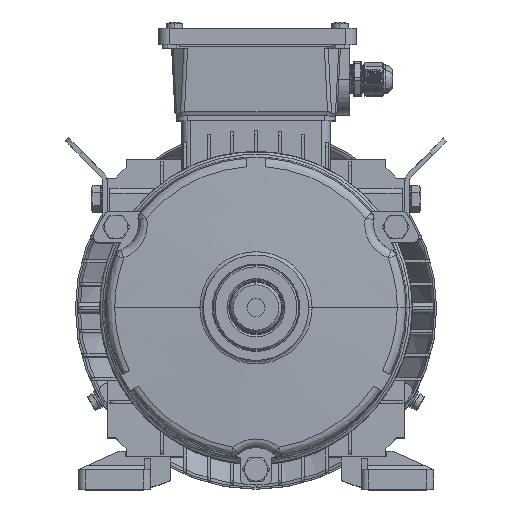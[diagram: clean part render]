
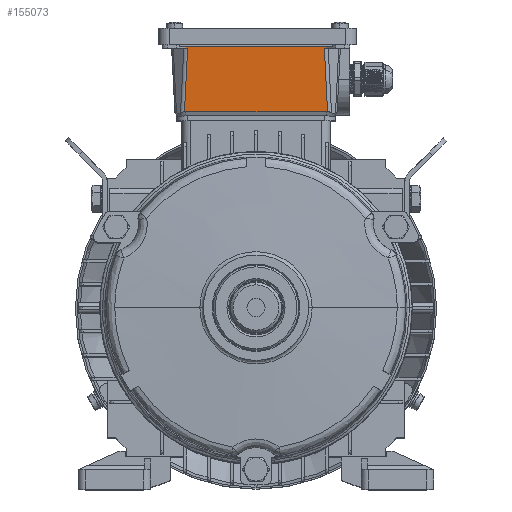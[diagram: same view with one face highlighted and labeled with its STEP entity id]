
A CAD part, top view. The second image highlights one B-rep face of the part: STEP entity #155073.
In plain terms, the highlighted planar face has unit normal (0, -0.05, 0.999).
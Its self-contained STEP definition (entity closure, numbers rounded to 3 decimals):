
#3969 = ORIENTED_EDGE ( 'NONE', *, *, #195120, .T. ) ;
#8834 = LINE ( 'NONE', #98346, #193212 ) ;
#10071 = ORIENTED_EDGE ( 'NONE', *, *, #343395, .T. ) ;
#11246 = VERTEX_POINT ( 'NONE', #171423 ) ;
#21112 = VERTEX_POINT ( 'NONE', #200206 ) ;
#22228 = EDGE_LOOP ( 'NONE', ( #359833, #3969, #175585, #328811, #112575, #10071, #297947, #300485, #27529, #354441 ) ) ;
#24199 = CARTESIAN_POINT ( 'NONE',  ( 56.122, 128.757, 95.251 ) ) ;
#27529 = ORIENTED_EDGE ( 'NONE', *, *, #49429, .T. ) ;
#29178 = CARTESIAN_POINT ( 'NONE',  ( -48.413, 92.78, 93.452 ) ) ;
#29627 = VECTOR ( 'NONE', #289791, 1000. ) ;
#38491 = VECTOR ( 'NONE', #67517, 1000. ) ;
#39969 = CARTESIAN_POINT ( 'NONE',  ( 56.122, 127.78, 95.202 ) ) ;
#48075 = CARTESIAN_POINT ( 'NONE',  ( -44.332, 201.535, 98.89 ) ) ;
#49429 = EDGE_CURVE ( 'NONE', #300962, #229333, #149569, .T. ) ;
#53484 = EDGE_CURVE ( 'NONE', #305370, #82450, #8834, .T. ) ;
#56911 = VECTOR ( 'NONE', #104440, 1000. ) ;
#57070 = CARTESIAN_POINT ( 'NONE',  ( 30.194, 92.78, 93.452 ) ) ;
#67517 = DIRECTION ( 'NONE',  ( 1., 0., 0. ) ) ;
#82012 = CARTESIAN_POINT ( 'NONE',  ( -48.486, 92.781, 93.453 ) ) ;
#82450 = VERTEX_POINT ( 'NONE', #29178 ) ;
#86257 = EDGE_CURVE ( 'NONE', #21112, #337184, #308391, .T. ) ;
#91636 = CARTESIAN_POINT ( 'NONE',  ( -48.523, 92.783, 93.453 ) ) ;
#94013 = PLANE ( 'NONE',  #286921 ) ;
#98346 = CARTESIAN_POINT ( 'NONE',  ( 56.122, 92.78, 93.452 ) ) ;
#100764 = DIRECTION ( 'NONE',  ( -1., 0., 0. ) ) ;
#102365 = EDGE_CURVE ( 'NONE', #337184, #300962, #205268, .T. ) ;
#104249 = LINE ( 'NONE', #118164, #29627 ) ;
#104440 = DIRECTION ( 'NONE',  ( 0.05, 0.998, 0.05 ) ) ;
#112575 = ORIENTED_EDGE ( 'NONE', *, *, #53484, .F. ) ;
#116870 =( BOUNDED_CURVE ( )  B_SPLINE_CURVE ( 3, ( #332131, #82012, #219400, #137140 ),
 .UNSPECIFIED., .F., .F. ) 
 B_SPLINE_CURVE_WITH_KNOTS ( ( 4, 4 ),
 ( 6.103, 6.12 ),
 .UNSPECIFIED. ) 
 CURVE ( )  GEOMETRIC_REPRESENTATION_ITEM ( )  RATIONAL_B_SPLINE_CURVE ( ( 1., 1., 1., 1. ) ) 
 REPRESENTATION_ITEM ( '' )  );
#118164 = CARTESIAN_POINT ( 'NONE',  ( -48.512, 92.998, 93.463 ) ) ;
#120910 = CARTESIAN_POINT ( 'NONE',  ( 29.716, 128.757, 95.251 ) ) ;
#127504 = VERTEX_POINT ( 'NONE', #228910 ) ;
#132199 = VERTEX_POINT ( 'NONE', #173101 ) ;
#137140 = CARTESIAN_POINT ( 'NONE',  ( -48.413, 92.78, 93.452 ) ) ;
#138830 = LINE ( 'NONE', #39969, #226503 ) ;
#140828 = VECTOR ( 'NONE', #196375, 1000. ) ;
#149569 = LINE ( 'NONE', #306850, #140828 ) ;
#150105 = CARTESIAN_POINT ( 'NONE',  ( 25.158, 194.98, 98.562 ) ) ;
#155073 = ADVANCED_FACE ( 'NONE', ( #345305 ), #94013, .F. ) ;
#171423 = CARTESIAN_POINT ( 'NONE',  ( -48.02, 127.78, 95.202 ) ) ;
#173101 = CARTESIAN_POINT ( 'NONE',  ( -47.971, 128.757, 95.251 ) ) ;
#175585 = ORIENTED_EDGE ( 'NONE', *, *, #226375, .T. ) ;
#178267 = CARTESIAN_POINT ( 'NONE',  ( 30.268, 92.783, 93.453 ) ) ;
#179762 = DIRECTION ( 'NONE',  ( 0., -0.999, -0.05 ) ) ;
#193212 = VECTOR ( 'NONE', #100764, 1000. ) ;
#195120 = EDGE_CURVE ( 'NONE', #11246, #127504, #138830, .T. ) ;
#196375 = DIRECTION ( 'NONE',  ( -0.05, 0.998, 0.05 ) ) ;
#200206 = CARTESIAN_POINT ( 'NONE',  ( 30.268, 92.783, 93.453 ) ) ;
#201234 = CARTESIAN_POINT ( 'NONE',  ( 56.122, 127.78, 95.202 ) ) ;
#205268 = LINE ( 'NONE', #201234, #38491 ) ;
#207749 = CARTESIAN_POINT ( 'NONE',  ( 30.158, 92.78, 93.452 ) ) ;
#209265 = VECTOR ( 'NONE', #241217, 1000. ) ;
#219400 = CARTESIAN_POINT ( 'NONE',  ( -48.449, 92.78, 93.452 ) ) ;
#226375 = EDGE_CURVE ( 'NONE', #127504, #236896, #104249, .T. ) ;
#226503 = VECTOR ( 'NONE', #266716, 1000. ) ;
#228910 = CARTESIAN_POINT ( 'NONE',  ( -46.773, 127.78, 95.202 ) ) ;
#229333 = VERTEX_POINT ( 'NONE', #120910 ) ;
#235639 = LINE ( 'NONE', #24199, #209265 ) ;
#236896 = VERTEX_POINT ( 'NONE', #91636 ) ;
#239905 =( BOUNDED_CURVE ( )  B_SPLINE_CURVE ( 3, ( #207749, #57070, #253193, #178267 ),
 .UNSPECIFIED., .F., .F. ) 
 B_SPLINE_CURVE_WITH_KNOTS ( ( 4, 4 ),
 ( 3.305, 3.321 ),
 .UNSPECIFIED. ) 
 CURVE ( )  GEOMETRIC_REPRESENTATION_ITEM ( )  RATIONAL_B_SPLINE_CURVE ( ( 1., 1., 1., 1. ) ) 
 REPRESENTATION_ITEM ( '' )  );
#241217 = DIRECTION ( 'NONE',  ( -1., 0., 0. ) ) ;
#243550 = EDGE_CURVE ( 'NONE', #236896, #82450, #116870, .T. ) ;
#243945 = CARTESIAN_POINT ( 'NONE',  ( 29.765, 127.78, 95.202 ) ) ;
#253193 = CARTESIAN_POINT ( 'NONE',  ( 30.231, 92.781, 93.453 ) ) ;
#262970 = LINE ( 'NONE', #48075, #56911 ) ;
#266716 = DIRECTION ( 'NONE',  ( 1., 0., 0. ) ) ;
#272131 = CARTESIAN_POINT ( 'NONE',  ( 28.518, 127.78, 95.202 ) ) ;
#286921 = AXIS2_PLACEMENT_3D ( 'NONE', #346654, #347852, #179762 ) ;
#289791 = DIRECTION ( 'NONE',  ( -0.05, -0.998, -0.05 ) ) ;
#290737 = VECTOR ( 'NONE', #315705, 1000. ) ;
#297947 = ORIENTED_EDGE ( 'NONE', *, *, #86257, .T. ) ;
#300485 = ORIENTED_EDGE ( 'NONE', *, *, #102365, .T. ) ;
#300962 = VERTEX_POINT ( 'NONE', #243945 ) ;
#305370 = VERTEX_POINT ( 'NONE', #363766 ) ;
#306850 = CARTESIAN_POINT ( 'NONE',  ( 26.402, 195.042, 98.566 ) ) ;
#308391 = LINE ( 'NONE', #150105, #290737 ) ;
#315705 = DIRECTION ( 'NONE',  ( -0.05, 0.998, 0.05 ) ) ;
#328811 = ORIENTED_EDGE ( 'NONE', *, *, #243550, .T. ) ;
#332131 = CARTESIAN_POINT ( 'NONE',  ( -48.523, 92.783, 93.453 ) ) ;
#337184 = VERTEX_POINT ( 'NONE', #272131 ) ;
#343395 = EDGE_CURVE ( 'NONE', #305370, #21112, #239905, .T. ) ;
#345305 = FACE_OUTER_BOUND ( 'NONE', #22228, .T. ) ;
#346654 = CARTESIAN_POINT ( 'NONE',  ( 56.122, 196.524, 98.64 ) ) ;
#347852 = DIRECTION ( 'NONE',  ( 0., 0.05, -0.999 ) ) ;
#354441 = ORIENTED_EDGE ( 'NONE', *, *, #363915, .T. ) ;
#357431 = EDGE_CURVE ( 'NONE', #11246, #132199, #262970, .T. ) ;
#359833 = ORIENTED_EDGE ( 'NONE', *, *, #357431, .F. ) ;
#363766 = CARTESIAN_POINT ( 'NONE',  ( 30.158, 92.78, 93.452 ) ) ;
#363915 = EDGE_CURVE ( 'NONE', #229333, #132199, #235639, .T. ) ;
